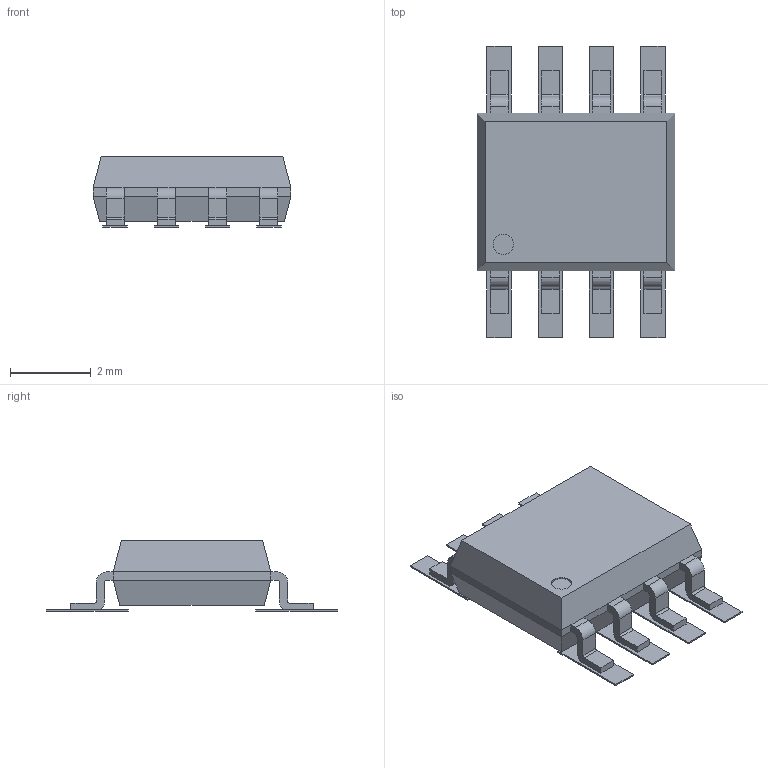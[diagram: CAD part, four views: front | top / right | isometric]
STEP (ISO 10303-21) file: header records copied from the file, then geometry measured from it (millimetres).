
FILE_DESCRIPTION (( 'STEP AP203' ), '1' );
FILE_NAME ('170-0285-000_1.step_Default_sldprt.STEP', '2020-11-13T20:11:57', ( '' ), ( '' ), 'SwSTEP 2.0', 'SolidWorks 2019', '' );
FILE_SCHEMA (( 'CONFIG_CONTROL_DESIGN' ));
Length unit declared in the file: inch
Products named in the file (1): 170-0285-000_1.step_Default_sldprt
Bounding box: 4.9 x 7.21 x 1.75 mm (x, y, z)
Volume: 29.9 mm3; surface area: 93.4 mm2
Topology: 1 solids, 1 shells, 169 faces, 434 edges, 276 vertices
Faces by surface type: plane 135, cylinder 34
Entity records: 5115 total; most frequent: CARTESIAN_POINT 880, ORIENTED_EDGE 868, DIRECTION 842, EDGE_CURVE 434, LINE 366, VECTOR 366, VERTEX_POINT 276, AXIS2_PLACEMENT_3D 238
